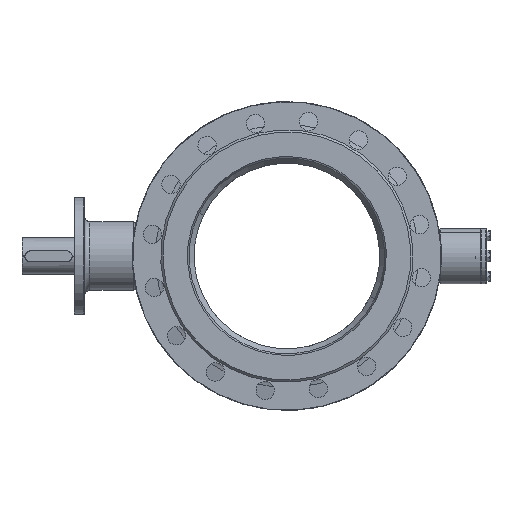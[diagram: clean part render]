
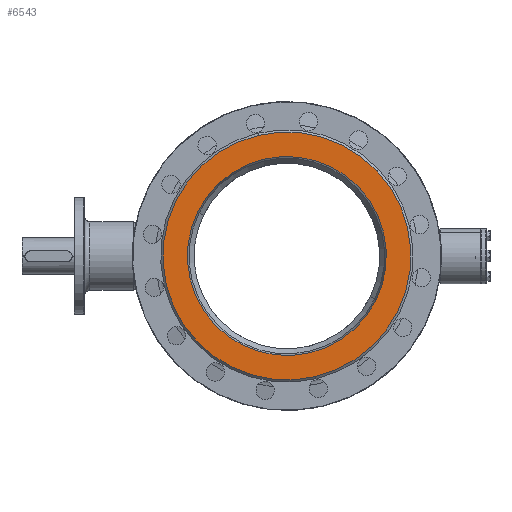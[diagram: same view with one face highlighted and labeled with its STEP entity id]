
A CAD part, left-side view. The second image highlights one B-rep face of the part: STEP entity #6543.
In plain terms, the highlighted face is planar.
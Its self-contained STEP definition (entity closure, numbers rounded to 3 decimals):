
#243 = DIRECTION ( 'NONE',  ( 0., 0., 1. ) ) ;
#429 = ORIENTED_EDGE ( 'NONE', *, *, #8764, .F. ) ;
#470 = CARTESIAN_POINT ( 'NONE',  ( 179., 0., 47. ) ) ;
#485 = DIRECTION ( 'NONE',  ( 1., 0., 0. ) ) ;
#534 = EDGE_CURVE ( 'NONE', #1444, #1754, #8258, .T. ) ;
#772 = DIRECTION ( 'NONE',  ( 1., 0., 0. ) ) ;
#793 = CIRCLE ( 'NONE', #9178, 223. ) ;
#805 = CARTESIAN_POINT ( 'NONE',  ( -223., 0., 47. ) ) ;
#1178 = DIRECTION ( 'NONE',  ( 1., 0., 0. ) ) ;
#1390 = CARTESIAN_POINT ( 'NONE',  ( 0., 0., 47. ) ) ;
#1444 = VERTEX_POINT ( 'NONE', #12111 ) ;
#1612 = AXIS2_PLACEMENT_3D ( 'NONE', #1390, #12300, #772 ) ;
#1754 = VERTEX_POINT ( 'NONE', #805 ) ;
#2193 = CIRCLE ( 'NONE', #1612, 179. ) ;
#2366 = PLANE ( 'NONE',  #6766 ) ;
#3120 = EDGE_LOOP ( 'NONE', ( #8111, #4763 ) ) ;
#3653 = VERTEX_POINT ( 'NONE', #7142 ) ;
#4763 = ORIENTED_EDGE ( 'NONE', *, *, #534, .T. ) ;
#4940 = CARTESIAN_POINT ( 'NONE',  ( 0., 0., 47. ) ) ;
#5151 = ORIENTED_EDGE ( 'NONE', *, *, #9383, .F. ) ;
#5359 = AXIS2_PLACEMENT_3D ( 'NONE', #10926, #10689, #485 ) ;
#5736 = EDGE_CURVE ( 'NONE', #1754, #1444, #793, .T. ) ;
#5825 = DIRECTION ( 'NONE',  ( 0., 0., 1. ) ) ;
#6543 = ADVANCED_FACE ( 'NONE', ( #7949, #9021 ), #2366, .T. ) ;
#6766 = AXIS2_PLACEMENT_3D ( 'NONE', #9899, #8205, #7269 ) ;
#6884 = DIRECTION ( 'NONE',  ( 1., 0., 0. ) ) ;
#7142 = CARTESIAN_POINT ( 'NONE',  ( -179., 0., 47. ) ) ;
#7269 = DIRECTION ( 'NONE',  ( 1., 0., 0. ) ) ;
#7949 = FACE_OUTER_BOUND ( 'NONE', #3120, .T. ) ;
#8111 = ORIENTED_EDGE ( 'NONE', *, *, #5736, .T. ) ;
#8205 = DIRECTION ( 'NONE',  ( 0., 0., 1. ) ) ;
#8258 = CIRCLE ( 'NONE', #11859, 223. ) ;
#8764 = EDGE_CURVE ( 'NONE', #3653, #9308, #9545, .T. ) ;
#9021 = FACE_BOUND ( 'NONE', #11533, .T. ) ;
#9178 = AXIS2_PLACEMENT_3D ( 'NONE', #9756, #5825, #1178 ) ;
#9308 = VERTEX_POINT ( 'NONE', #470 ) ;
#9383 = EDGE_CURVE ( 'NONE', #9308, #3653, #2193, .T. ) ;
#9545 = CIRCLE ( 'NONE', #5359, 179. ) ;
#9756 = CARTESIAN_POINT ( 'NONE',  ( 0., 0., 47. ) ) ;
#9899 = CARTESIAN_POINT ( 'NONE',  ( 0., 0., 47. ) ) ;
#10689 = DIRECTION ( 'NONE',  ( 0., 0., 1. ) ) ;
#10926 = CARTESIAN_POINT ( 'NONE',  ( 0., 0., 47. ) ) ;
#11533 = EDGE_LOOP ( 'NONE', ( #5151, #429 ) ) ;
#11859 = AXIS2_PLACEMENT_3D ( 'NONE', #4940, #243, #6884 ) ;
#12111 = CARTESIAN_POINT ( 'NONE',  ( 223., 0., 47. ) ) ;
#12300 = DIRECTION ( 'NONE',  ( 0., 0., 1. ) ) ;
